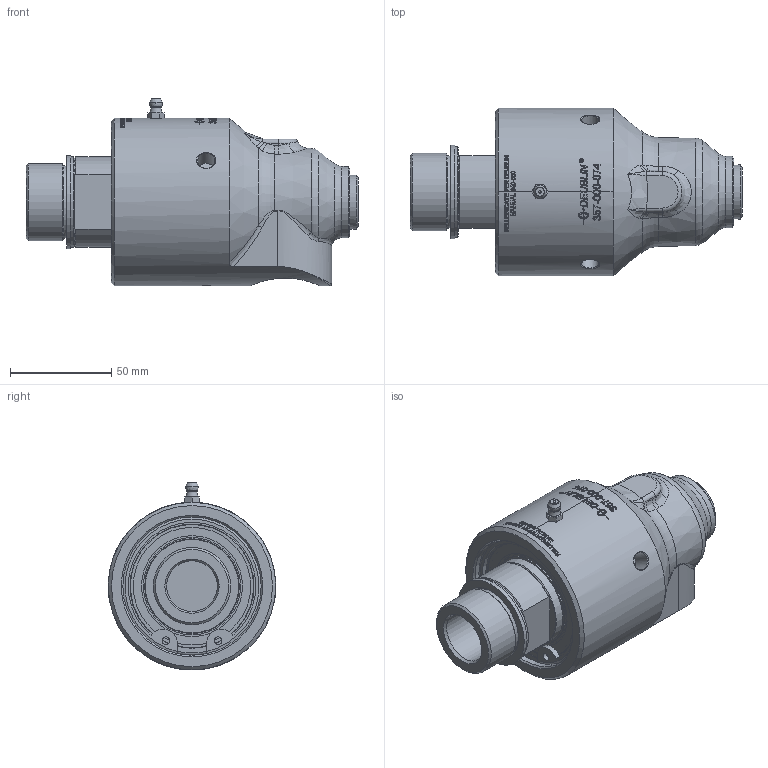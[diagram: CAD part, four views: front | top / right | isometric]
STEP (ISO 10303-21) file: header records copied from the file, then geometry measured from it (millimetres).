
FILE_DESCRIPTION(/* description */ (''),/* implementation_level */ '2;1');
FILE_NAME(/* name */ '357-000-074-IC.stp',/* time_stamp */ '2022-01-20T11:10:19+01:00',/* author */ ('mskipas'),/* organization */ (''),/* preprocessor_version */ 'ST-DEVELOPER v18.1',/* originating_system */ 'Autodesk Inventor 2022',/* authorisation */ '');
FILE_SCHEMA (('AUTOMOTIVE_DESIGN { 1 0 10303 214 3 1 1 }'));
Length unit declared in the file: millimetre
Products named in the file (1): 357-000-074-IC
Bounding box: 163.6 x 82.6 x 92.59 mm (x, y, z)
Volume: 489170 mm3; surface area: 58954.8 mm2
Topology: 1 solids, 7 shells, 979 faces, 2565 edges, 1690 vertices
Faces by surface type: bspline 431, plane 365, cylinder 134, cone 31, torus 16, sphere 2
Full cylindrical faces by diameter (mm): 3 x1, 3.12 x2, 3.2 x1, 3.72 x2, 8.6 x3, 25 x1, 28.575 x1, 34.9 x1, 37.13 x1, 38 x1, 38.1 x1, 39.4 x1, 40 x1, 44.65 x2, 46 x1, 49.775 x1, 57.913 x1, 60.725 x1, 61.1 x1, 68 x1, 68.1 x2, 73.8 x1
Entity records: 40246 total; most frequent: CARTESIAN_POINT 18361, ORIENTED_EDGE 5116, DIRECTION 3286, EDGE_CURVE 2558, VERTEX_POINT 1690, AXIS2_PLACEMENT_3D 1111, EDGE_LOOP 1086, LINE 1064
